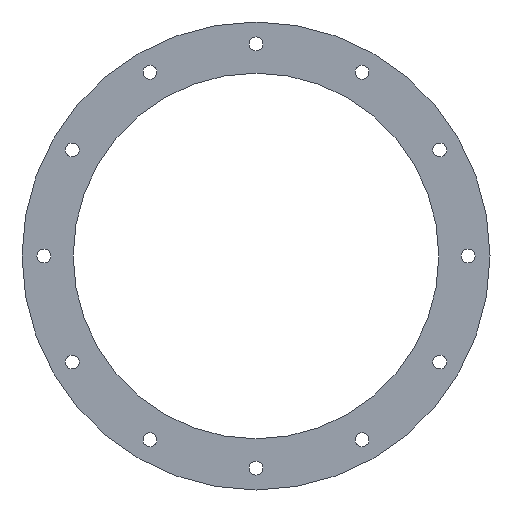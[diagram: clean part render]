
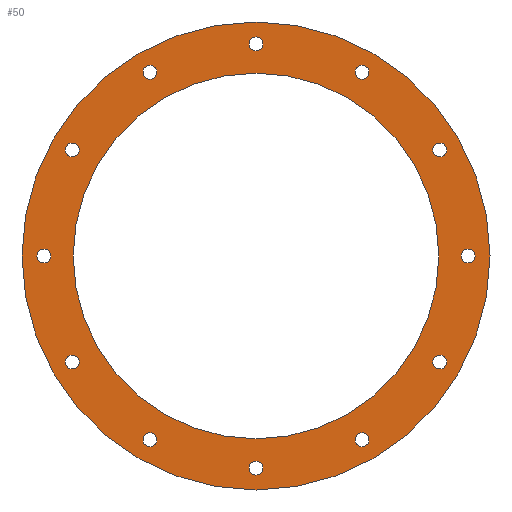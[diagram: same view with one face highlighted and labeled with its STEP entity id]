
A CAD part, left-side view. The second image highlights one B-rep face of the part: STEP entity #50.
In plain terms, the highlighted planar face has unit normal (-1, 0, 0).
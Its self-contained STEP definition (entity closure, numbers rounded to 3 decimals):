
#50 = ADVANCED_FACE( '', ( #109, #110, #111, #112, #113, #114, #115, #116, #117, #118, #119, #120, #121, #122 ), #123, .T. );
#109 = FACE_BOUND( '', #204, .T. );
#110 = FACE_BOUND( '', #205, .T. );
#111 = FACE_BOUND( '', #206, .T. );
#112 = FACE_BOUND( '', #207, .T. );
#113 = FACE_BOUND( '', #208, .T. );
#114 = FACE_BOUND( '', #209, .T. );
#115 = FACE_BOUND( '', #210, .T. );
#116 = FACE_BOUND( '', #211, .T. );
#117 = FACE_BOUND( '', #212, .T. );
#118 = FACE_BOUND( '', #213, .T. );
#119 = FACE_BOUND( '', #214, .T. );
#120 = FACE_BOUND( '', #215, .T. );
#121 = FACE_BOUND( '', #216, .T. );
#122 = FACE_OUTER_BOUND( '', #217, .T. );
#123 = PLANE( '', #218 );
#204 = EDGE_LOOP( '', ( #303 ) );
#205 = EDGE_LOOP( '', ( #304 ) );
#206 = EDGE_LOOP( '', ( #305 ) );
#207 = EDGE_LOOP( '', ( #306 ) );
#208 = EDGE_LOOP( '', ( #307 ) );
#209 = EDGE_LOOP( '', ( #308 ) );
#210 = EDGE_LOOP( '', ( #309 ) );
#211 = EDGE_LOOP( '', ( #310 ) );
#212 = EDGE_LOOP( '', ( #311 ) );
#213 = EDGE_LOOP( '', ( #312 ) );
#214 = EDGE_LOOP( '', ( #313 ) );
#215 = EDGE_LOOP( '', ( #314 ) );
#216 = EDGE_LOOP( '', ( #315 ) );
#217 = EDGE_LOOP( '', ( #316 ) );
#218 = AXIS2_PLACEMENT_3D( '', #317, #318, #319 );
#303 = ORIENTED_EDGE( '', *, *, #408, .T. );
#304 = ORIENTED_EDGE( '', *, *, #397, .T. );
#305 = ORIENTED_EDGE( '', *, *, #409, .T. );
#306 = ORIENTED_EDGE( '', *, *, #410, .T. );
#307 = ORIENTED_EDGE( '', *, *, #403, .T. );
#308 = ORIENTED_EDGE( '', *, *, #411, .T. );
#309 = ORIENTED_EDGE( '', *, *, #412, .T. );
#310 = ORIENTED_EDGE( '', *, *, #413, .T. );
#311 = ORIENTED_EDGE( '', *, *, #414, .T. );
#312 = ORIENTED_EDGE( '', *, *, #406, .T. );
#313 = ORIENTED_EDGE( '', *, *, #415, .T. );
#314 = ORIENTED_EDGE( '', *, *, #416, .T. );
#315 = ORIENTED_EDGE( '', *, *, #394, .T. );
#316 = ORIENTED_EDGE( '', *, *, #399, .F. );
#317 = CARTESIAN_POINT( '', ( 0., 160., 0. ) );
#318 = DIRECTION( '', ( -1., 0., 0. ) );
#319 = DIRECTION( '', ( 0., 0., 1. ) );
#394 = EDGE_CURVE( '', #439, #439, #440, .T. );
#397 = EDGE_CURVE( '', #444, #444, #445, .T. );
#399 = EDGE_CURVE( '', #447, #447, #448, .T. );
#403 = EDGE_CURVE( '', #454, #454, #455, .T. );
#406 = EDGE_CURVE( '', #459, #459, #460, .T. );
#408 = EDGE_CURVE( '', #462, #462, #463, .T. );
#409 = EDGE_CURVE( '', #464, #464, #465, .T. );
#410 = EDGE_CURVE( '', #466, #466, #467, .T. );
#411 = EDGE_CURVE( '', #468, #468, #469, .T. );
#412 = EDGE_CURVE( '', #470, #470, #471, .T. );
#413 = EDGE_CURVE( '', #472, #472, #473, .T. );
#414 = EDGE_CURVE( '', #474, #474, #475, .T. );
#415 = EDGE_CURVE( '', #476, #476, #477, .T. );
#416 = EDGE_CURVE( '', #478, #478, #479, .T. );
#439 = VERTEX_POINT( '', #511 );
#440 = CIRCLE( '', #512, 4.75 );
#444 = VERTEX_POINT( '', #516 );
#445 = CIRCLE( '', #517, 4.75 );
#447 = VERTEX_POINT( '', #519 );
#448 = CIRCLE( '', #520, 160. );
#454 = VERTEX_POINT( '', #526 );
#455 = CIRCLE( '', #527, 4.75 );
#459 = VERTEX_POINT( '', #531 );
#460 = CIRCLE( '', #532, 4.75 );
#462 = VERTEX_POINT( '', #534 );
#463 = CIRCLE( '', #535, 125. );
#464 = VERTEX_POINT( '', #536 );
#465 = CIRCLE( '', #537, 4.75 );
#466 = VERTEX_POINT( '', #538 );
#467 = CIRCLE( '', #539, 4.75 );
#468 = VERTEX_POINT( '', #540 );
#469 = CIRCLE( '', #541, 4.75 );
#470 = VERTEX_POINT( '', #542 );
#471 = CIRCLE( '', #543, 4.75 );
#472 = VERTEX_POINT( '', #544 );
#473 = CIRCLE( '', #545, 4.75 );
#474 = VERTEX_POINT( '', #546 );
#475 = CIRCLE( '', #547, 4.75 );
#476 = VERTEX_POINT( '', #548 );
#477 = CIRCLE( '', #549, 4.75 );
#478 = VERTEX_POINT( '', #550 );
#479 = CIRCLE( '', #551, 4.75 );
#511 = CARTESIAN_POINT( '', ( 0., 125.574, -77.25 ) );
#512 = AXIS2_PLACEMENT_3D( '', #583, #584, #585 );
#516 = CARTESIAN_POINT( '', ( 0., 145., -4.75 ) );
#517 = AXIS2_PLACEMENT_3D( '', #589, #590, #591 );
#519 = CARTESIAN_POINT( '', ( 0., 0., -160. ) );
#520 = AXIS2_PLACEMENT_3D( '', #592, #593, #594 );
#526 = CARTESIAN_POINT( '', ( 0., -72.5, -130.324 ) );
#527 = AXIS2_PLACEMENT_3D( '', #601, #602, #603 );
#531 = CARTESIAN_POINT( '', ( 0., 0., 140.25 ) );
#532 = AXIS2_PLACEMENT_3D( '', #607, #608, #609 );
#534 = CARTESIAN_POINT( '', ( 0., 0., -125. ) );
#535 = AXIS2_PLACEMENT_3D( '', #610, #611, #612 );
#536 = CARTESIAN_POINT( '', ( 0., 72.5, -130.324 ) );
#537 = AXIS2_PLACEMENT_3D( '', #613, #614, #615 );
#538 = CARTESIAN_POINT( '', ( 0., 0., -149.75 ) );
#539 = AXIS2_PLACEMENT_3D( '', #616, #617, #618 );
#540 = CARTESIAN_POINT( '', ( 0., -125.574, -77.25 ) );
#541 = AXIS2_PLACEMENT_3D( '', #619, #620, #621 );
#542 = CARTESIAN_POINT( '', ( 0., -145., -4.75 ) );
#543 = AXIS2_PLACEMENT_3D( '', #622, #623, #624 );
#544 = CARTESIAN_POINT( '', ( 0., -125.574, 67.75 ) );
#545 = AXIS2_PLACEMENT_3D( '', #625, #626, #627 );
#546 = CARTESIAN_POINT( '', ( 0., -72.5, 120.824 ) );
#547 = AXIS2_PLACEMENT_3D( '', #628, #629, #630 );
#548 = CARTESIAN_POINT( '', ( 0., 72.5, 120.824 ) );
#549 = AXIS2_PLACEMENT_3D( '', #631, #632, #633 );
#550 = CARTESIAN_POINT( '', ( 0., 125.574, 67.75 ) );
#551 = AXIS2_PLACEMENT_3D( '', #634, #635, #636 );
#583 = CARTESIAN_POINT( '', ( 0., 125.574, -72.5 ) );
#584 = DIRECTION( '', ( 1., 0., 0. ) );
#585 = DIRECTION( '', ( 0., 0., -1. ) );
#589 = CARTESIAN_POINT( '', ( 0., 145., 0. ) );
#590 = DIRECTION( '', ( 1., 0., 0. ) );
#591 = DIRECTION( '', ( 0., 0., -1. ) );
#592 = CARTESIAN_POINT( '', ( 0., 0., 0. ) );
#593 = DIRECTION( '', ( 1., 0., 0. ) );
#594 = DIRECTION( '', ( 0., 0., -1. ) );
#601 = CARTESIAN_POINT( '', ( 0., -72.5, -125.574 ) );
#602 = DIRECTION( '', ( 1., 0., 0. ) );
#603 = DIRECTION( '', ( 0., 0., -1. ) );
#607 = CARTESIAN_POINT( '', ( 0., 0., 145. ) );
#608 = DIRECTION( '', ( 1., 0., 0. ) );
#609 = DIRECTION( '', ( 0., 0., -1. ) );
#610 = CARTESIAN_POINT( '', ( 0., 0., 0. ) );
#611 = DIRECTION( '', ( 1., 0., 0. ) );
#612 = DIRECTION( '', ( 0., 0., -1. ) );
#613 = CARTESIAN_POINT( '', ( 0., 72.5, -125.574 ) );
#614 = DIRECTION( '', ( 1., 0., 0. ) );
#615 = DIRECTION( '', ( 0., 0., -1. ) );
#616 = CARTESIAN_POINT( '', ( 0., 0., -145. ) );
#617 = DIRECTION( '', ( 1., 0., 0. ) );
#618 = DIRECTION( '', ( 0., 0., -1. ) );
#619 = CARTESIAN_POINT( '', ( 0., -125.574, -72.5 ) );
#620 = DIRECTION( '', ( 1., 0., 0. ) );
#621 = DIRECTION( '', ( 0., 0., -1. ) );
#622 = CARTESIAN_POINT( '', ( 0., -145., 0. ) );
#623 = DIRECTION( '', ( 1., 0., 0. ) );
#624 = DIRECTION( '', ( 0., 0., -1. ) );
#625 = CARTESIAN_POINT( '', ( 0., -125.574, 72.5 ) );
#626 = DIRECTION( '', ( 1., 0., 0. ) );
#627 = DIRECTION( '', ( 0., 0., -1. ) );
#628 = CARTESIAN_POINT( '', ( 0., -72.5, 125.574 ) );
#629 = DIRECTION( '', ( 1., 0., 0. ) );
#630 = DIRECTION( '', ( 0., 0., -1. ) );
#631 = CARTESIAN_POINT( '', ( 0., 72.5, 125.574 ) );
#632 = DIRECTION( '', ( 1., 0., 0. ) );
#633 = DIRECTION( '', ( 0., 0., -1. ) );
#634 = CARTESIAN_POINT( '', ( 0., 125.574, 72.5 ) );
#635 = DIRECTION( '', ( 1., 0., 0. ) );
#636 = DIRECTION( '', ( 0., 0., -1. ) );
